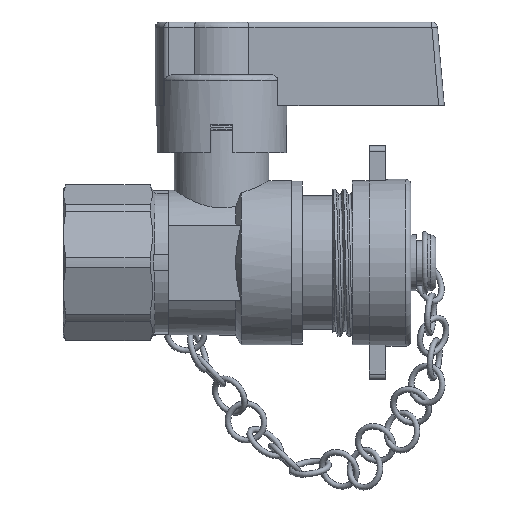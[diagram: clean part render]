
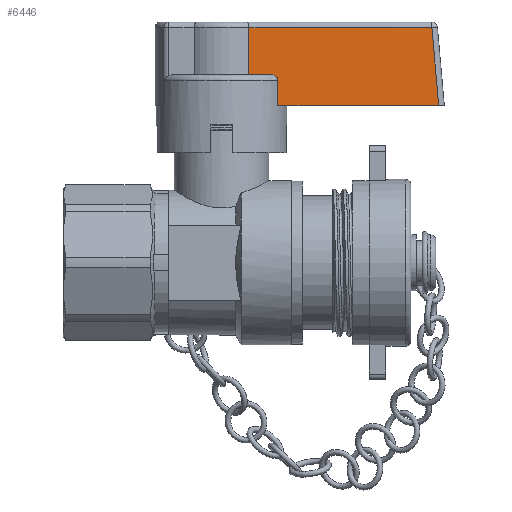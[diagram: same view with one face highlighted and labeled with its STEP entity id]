
A CAD part, top view. The second image highlights one B-rep face of the part: STEP entity #6446.
In plain terms, the highlighted planar face has unit normal (0, 0, 1).
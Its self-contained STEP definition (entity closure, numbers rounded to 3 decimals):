
#499=B_SPLINE_CURVE_WITH_KNOTS('',3,(#22603,#22604,#22605,#22606,#22607),
 .UNSPECIFIED.,.F.,.F.,(4,1,4),(0.,0.001,
0.002),.UNSPECIFIED.);
#688=LINE('',#22348,#936);
#722=LINE('',#22489,#970);
#730=LINE('',#22519,#978);
#746=LINE('',#22590,#994);
#749=LINE('',#22600,#997);
#750=LINE('',#22602,#998);
#936=VECTOR('',#9025,1000.);
#970=VECTOR('',#9149,1000.);
#978=VECTOR('',#9177,1000.);
#994=VECTOR('',#9233,1000.);
#997=VECTOR('',#9240,1000.);
#998=VECTOR('',#9241,1000.);
#1135=PLANE('',#7986);
#2706=ORIENTED_EDGE('',*,*,#3802,.T.);
#2707=ORIENTED_EDGE('',*,*,#3803,.F.);
#2708=ORIENTED_EDGE('',*,*,#3690,.T.);
#2709=ORIENTED_EDGE('',*,*,#3804,.T.);
#2710=ORIENTED_EDGE('',*,*,#3754,.F.);
#2711=ORIENTED_EDGE('',*,*,#3770,.T.);
#2712=ORIENTED_EDGE('',*,*,#3798,.T.);
#3690=EDGE_CURVE('',#5466,#5468,#688,.T.);
#3754=EDGE_CURVE('',#5520,#5521,#722,.T.);
#3770=EDGE_CURVE('',#5520,#5532,#730,.T.);
#3798=EDGE_CURVE('',#5532,#5546,#746,.T.);
#3802=EDGE_CURVE('',#5546,#5548,#749,.T.);
#3803=EDGE_CURVE('',#5466,#5548,#750,.T.);
#3804=EDGE_CURVE('',#5468,#5521,#499,.T.);
#4530=EDGE_LOOP('',(#2706,#2707,#2708,#2709,#2710,#2711,#2712));
#5466=VERTEX_POINT('',#22343);
#5468=VERTEX_POINT('',#22347);
#5520=VERTEX_POINT('',#22488);
#5521=VERTEX_POINT('',#22490);
#5532=VERTEX_POINT('',#22518);
#5546=VERTEX_POINT('',#22589);
#5548=VERTEX_POINT('',#22601);
#6030=FACE_BOUND('',#4530,.T.);
#6446=ADVANCED_FACE('',(#6030),#1135,.T.);
#7986=AXIS2_PLACEMENT_3D('',#22599,#9238,#9239);
#9025=DIRECTION('',(1.,0.,0.));
#9149=DIRECTION('',(0.,1.,0.));
#9177=DIRECTION('',(1.,0.,0.));
#9233=DIRECTION('',(-0.087,0.996,0.));
#9238=DIRECTION('',(0.,0.,1.));
#9239=DIRECTION('',(1.,0.,0.));
#9240=DIRECTION('',(-1.,0.,0.));
#9241=DIRECTION('',(0.,1.,0.));
#22343=CARTESIAN_POINT('',(4.905,9.5,6.));
#22347=CARTESIAN_POINT('',(8.92,9.5,6.));
#22348=CARTESIAN_POINT('',(4.905,9.5,6.));
#22488=CARTESIAN_POINT('',(10.103,4.,6.));
#22489=CARTESIAN_POINT('',(10.103,4.,6.));
#22490=CARTESIAN_POINT('',(10.103,8.5,6.));
#22518=CARTESIAN_POINT('',(38.996,4.,6.));
#22519=CARTESIAN_POINT('',(10.103,4.,6.));
#22589=CARTESIAN_POINT('',(37.771,18.,6.));
#22590=CARTESIAN_POINT('',(42.42,-35.135,6.));
#22599=CARTESIAN_POINT('',(0.,0.,6.));
#22600=CARTESIAN_POINT('',(107.769,18.,6.));
#22601=CARTESIAN_POINT('',(4.905,18.,6.));
#22602=CARTESIAN_POINT('',(4.905,9.5,6.));
#22603=CARTESIAN_POINT('',(8.92,9.5,6.));
#22604=CARTESIAN_POINT('',(9.209,9.5,6.));
#22605=CARTESIAN_POINT('',(9.787,9.332,6.));
#22606=CARTESIAN_POINT('',(10.103,8.791,6.));
#22607=CARTESIAN_POINT('',(10.103,8.5,6.));
